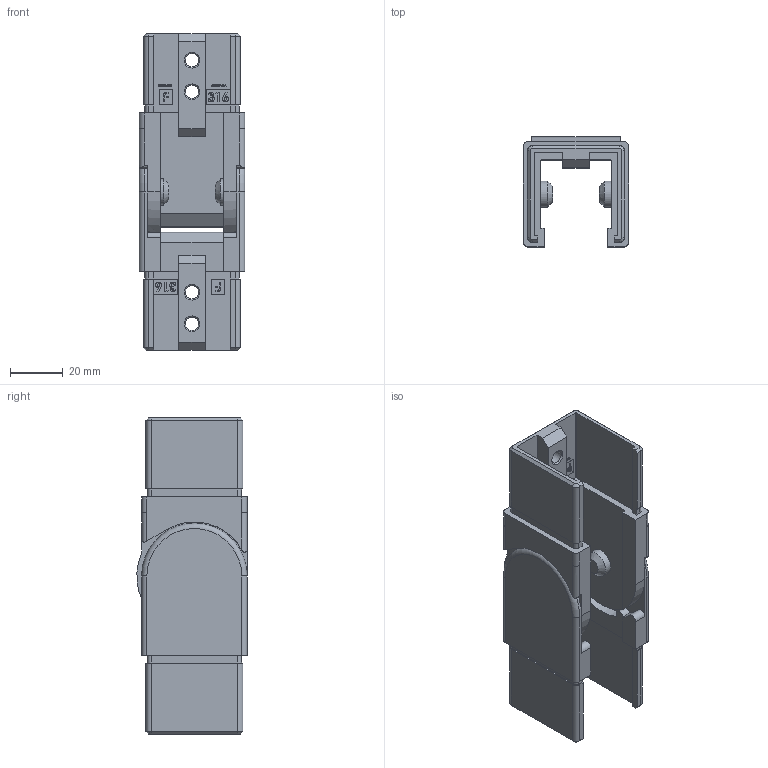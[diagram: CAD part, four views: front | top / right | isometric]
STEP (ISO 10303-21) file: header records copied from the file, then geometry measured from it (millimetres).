
FILE_DESCRIPTION (( 'STEP AP203' ), '1' );
FILE_NAME ('60340-V4A.STEP', '2020-04-28T14:13:43', ( '' ), ( '' ), 'SwSTEP 2.0', 'SolidWorks 2015', '' );
FILE_SCHEMA (( 'CONFIG_CONTROL_DESIGN' ));
Length unit declared in the file: millimetre
Products named in the file (6): 60340-V4A; 60340-V4A Teil1_60340-V4A Teil1; 60340-V4A Teil2_60340-V4A Teil2; 60340-V4A Teil1; 60340-V4A Teil2
Assembly tree (3 placements, depth 2):
  60340-V4A
    60340-V4A Teil1_60340-V4A Teil1
    60340-V4A Teil2_60340-V4A Teil2
  60340-V4A Teil1
  60340-V4A
    60340-V4A Teil2
Bounding box: 40 x 41.75 x 120 mm (x, y, z)
Volume: 60759.7 mm3; surface area: 36039.6 mm2
Topology: 2 solids, 2 shells, 570 faces, 1515 edges, 992 vertices
Faces by surface type: plane 321, bspline 135, cylinder 92, cone 18, torus 4
Full cylindrical faces by diameter (mm): 5 x4, 10 x2, 10.1 x2
Entity records: 25540 total; most frequent: CARTESIAN_POINT 11699, ORIENTED_EDGE 2980, DIRECTION 2278, EDGE_CURVE 1490, VECTOR 1010, LINE 1010, VERTEX_POINT 984, EDGE_LOOP 642
